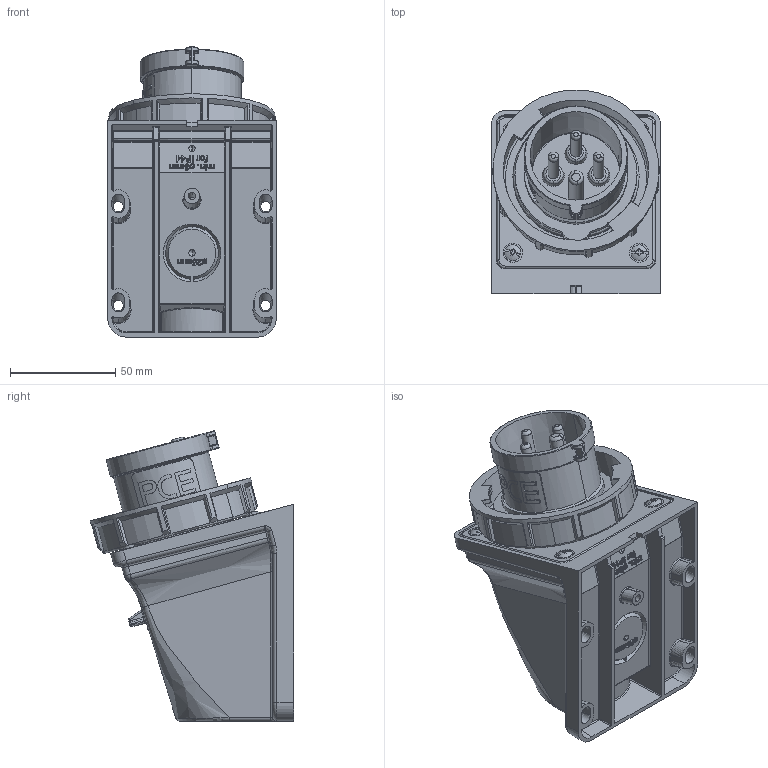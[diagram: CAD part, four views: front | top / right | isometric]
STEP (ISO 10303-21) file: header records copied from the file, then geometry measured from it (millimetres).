
FILE_DESCRIPTION (( 'STEP AP203' ), '1' );
FILE_NAME ('5142-6k.STEP', '2017-11-23T13:05:14', ( '' ), ( '' ), 'SwSTEP 2.0', 'SolidWorks 2016', '' );
FILE_SCHEMA (( 'CONFIG_CONTROL_DESIGN' ));
Products named in the file (1): 5142-6k
Bounding box: 80 x 96.6 x 137.9 mm (x, y, z)
Volume: 394145.8 mm3; surface area: 77919.9 mm2
Topology: 1 solids, 1 shells, 1402 faces, 3608 edges, 2246 vertices
Faces by surface type: plane 558, bspline 373, cylinder 242, torus 94, cone 73, sphere 62
Entity records: 94866 total; most frequent: CARTESIAN_POINT 64543, ORIENTED_EDGE 7080, DIRECTION 5152, EDGE_CURVE 3540, VERTEX_POINT 2224, AXIS2_PLACEMENT_3D 1862, EDGE_LOOP 1498, LINE 1428
